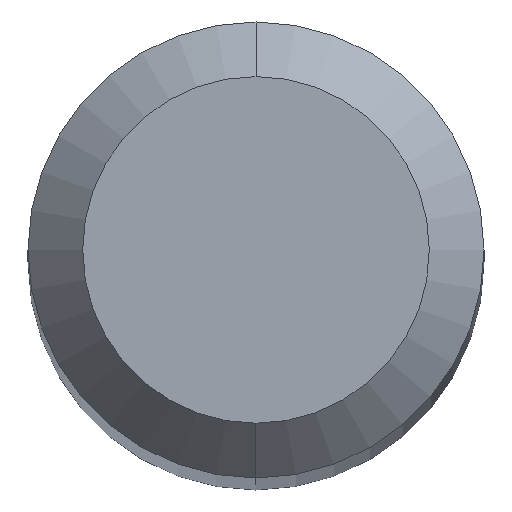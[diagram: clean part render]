
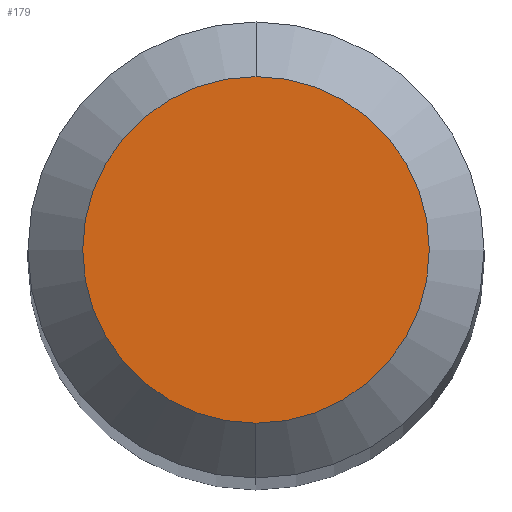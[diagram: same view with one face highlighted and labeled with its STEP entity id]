
A CAD part, top view. The second image highlights one B-rep face of the part: STEP entity #179.
In plain terms, the highlighted planar face has unit normal (0, 0, 1).
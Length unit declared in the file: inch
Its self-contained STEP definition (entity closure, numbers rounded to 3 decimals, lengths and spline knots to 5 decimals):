
#3 = EDGE_LOOP ( 'NONE', ( #201, #481 ) ) ;
#13 = EDGE_CURVE ( 'NONE', #91, #165, #487, .T. ) ;
#17 = CIRCLE ( 'NONE', #423, 0.0475 ) ;
#29 = CARTESIAN_POINT ( 'NONE',  ( 0., 0., 0. ) ) ;
#91 = VERTEX_POINT ( 'NONE', #209 ) ;
#110 = EDGE_CURVE ( 'NONE', #165, #91, #17, .T. ) ;
#147 = DIRECTION ( 'NONE',  ( 0., -1., 0. ) ) ;
#151 = DIRECTION ( 'NONE',  ( 0., 0., -1. ) ) ;
#154 = CARTESIAN_POINT ( 'NONE',  ( 0., -0.0475, 0. ) ) ;
#165 = VERTEX_POINT ( 'NONE', #154 ) ;
#179 = ADVANCED_FACE ( 'NONE', ( #425 ), #348, .F. ) ;
#201 = ORIENTED_EDGE ( 'NONE', *, *, #13, .T. ) ;
#209 = CARTESIAN_POINT ( 'NONE',  ( 0., 0.0475, 0. ) ) ;
#225 = AXIS2_PLACEMENT_3D ( 'NONE', #467, #151, #311 ) ;
#264 = AXIS2_PLACEMENT_3D ( 'NONE', #446, #300, #409 ) ;
#300 = DIRECTION ( 'NONE',  ( 0., 0., 1. ) ) ;
#311 = DIRECTION ( 'NONE',  ( 0., 1., 0. ) ) ;
#348 = PLANE ( 'NONE',  #225 ) ;
#388 = DIRECTION ( 'NONE',  ( 0., 0., 1. ) ) ;
#409 = DIRECTION ( 'NONE',  ( 0., -1., 0. ) ) ;
#423 = AXIS2_PLACEMENT_3D ( 'NONE', #29, #388, #147 ) ;
#425 = FACE_OUTER_BOUND ( 'NONE', #3, .T. ) ;
#446 = CARTESIAN_POINT ( 'NONE',  ( 0., 0., 0. ) ) ;
#467 = CARTESIAN_POINT ( 'NONE',  ( 0., 0.0475, 0. ) ) ;
#481 = ORIENTED_EDGE ( 'NONE', *, *, #110, .T. ) ;
#487 = CIRCLE ( 'NONE', #264, 0.0475 ) ;
